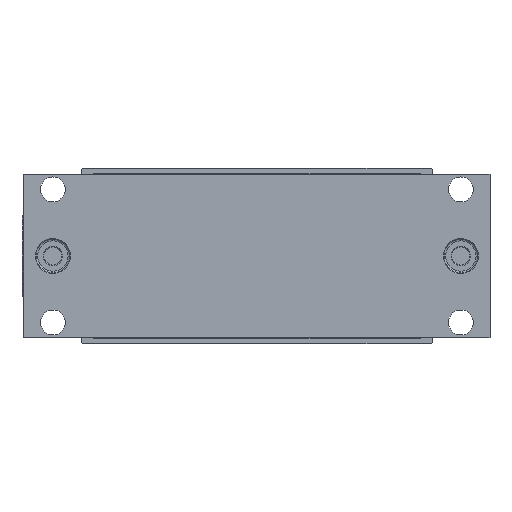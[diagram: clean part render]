
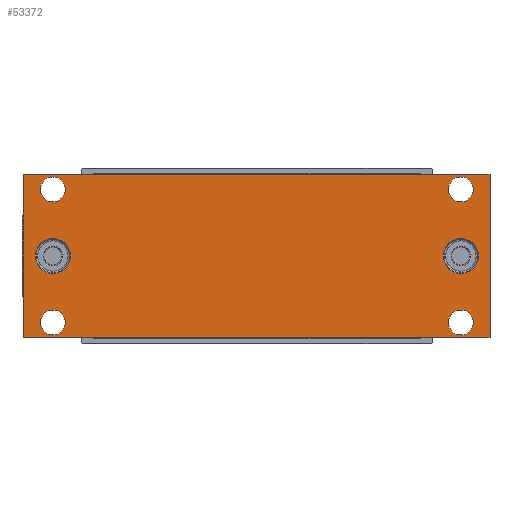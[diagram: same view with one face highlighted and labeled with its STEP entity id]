
A CAD part, front view. The second image highlights one B-rep face of the part: STEP entity #53372.
In plain terms, the highlighted planar face has unit normal (0, -1, 0).
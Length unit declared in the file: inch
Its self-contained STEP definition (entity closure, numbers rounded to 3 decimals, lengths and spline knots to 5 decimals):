
#51519=DIRECTION('',(0.,0.,-1.));
#51520=VECTOR('',#51519,1.45);
#51521=CARTESIAN_POINT('',(-2.07,-0.5,0.725));
#51522=LINE('',#51521,#51520);
#51801=DIRECTION('',(1.,0.,0.));
#51802=VECTOR('',#51801,4.14);
#51803=CARTESIAN_POINT('',(-2.07,-0.5,-0.725));
#51804=LINE('',#51803,#51802);
#51939=DIRECTION('',(1.,0.,0.));
#51940=VECTOR('',#51939,4.14);
#51941=CARTESIAN_POINT('',(-2.07,-0.5,0.725));
#51942=LINE('',#51941,#51940);
#51943=CARTESIAN_POINT('',(-1.811,-0.5,0.591));
#51944=DIRECTION('',(0.,1.,0.));
#51945=DIRECTION('',(1.,0.,0.));
#51946=AXIS2_PLACEMENT_3D('',#51943,#51944,#51945);
#51948=CARTESIAN_POINT('',(-1.811,-0.5,0.591));
#51949=DIRECTION('',(0.,1.,0.));
#51950=DIRECTION('',(-1.,0.,0.));
#51951=AXIS2_PLACEMENT_3D('',#51948,#51949,#51950);
#51953=CARTESIAN_POINT('',(-1.811,-0.5,-0.5905));
#51954=DIRECTION('',(0.,1.,0.));
#51955=DIRECTION('',(1.,0.,0.));
#51956=AXIS2_PLACEMENT_3D('',#51953,#51954,#51955);
#51958=CARTESIAN_POINT('',(-1.811,-0.5,-0.5905));
#51959=DIRECTION('',(0.,1.,0.));
#51960=DIRECTION('',(-1.,0.,0.));
#51961=AXIS2_PLACEMENT_3D('',#51958,#51959,#51960);
#51963=CARTESIAN_POINT('',(1.811,-0.5,0.591));
#51964=DIRECTION('',(0.,-1.,0.));
#51965=DIRECTION('',(-1.,0.,0.));
#51966=AXIS2_PLACEMENT_3D('',#51963,#51964,#51965);
#51968=CARTESIAN_POINT('',(1.811,-0.5,0.591));
#51969=DIRECTION('',(0.,-1.,0.));
#51970=DIRECTION('',(1.,0.,0.));
#51971=AXIS2_PLACEMENT_3D('',#51968,#51969,#51970);
#51973=CARTESIAN_POINT('',(1.811,-0.5,-0.5905));
#51974=DIRECTION('',(0.,-1.,0.));
#51975=DIRECTION('',(-1.,0.,0.));
#51976=AXIS2_PLACEMENT_3D('',#51973,#51974,#51975);
#51978=CARTESIAN_POINT('',(1.811,-0.5,-0.5905));
#51979=DIRECTION('',(0.,-1.,0.));
#51980=DIRECTION('',(1.,0.,0.));
#51981=AXIS2_PLACEMENT_3D('',#51978,#51979,#51980);
#51983=CARTESIAN_POINT('',(-1.811,-0.5,0.));
#51984=DIRECTION('',(0.,1.,0.));
#51985=DIRECTION('',(-1.,0.,0.));
#51986=AXIS2_PLACEMENT_3D('',#51983,#51984,#51985);
#51988=CARTESIAN_POINT('',(-1.811,-0.5,0.));
#51989=DIRECTION('',(0.,1.,0.));
#51990=DIRECTION('',(1.,0.,0.));
#51991=AXIS2_PLACEMENT_3D('',#51988,#51989,#51990);
#51993=CARTESIAN_POINT('',(1.811,-0.5,0.));
#51994=DIRECTION('',(0.,1.,0.));
#51995=DIRECTION('',(-1.,0.,0.));
#51996=AXIS2_PLACEMENT_3D('',#51993,#51994,#51995);
#51998=CARTESIAN_POINT('',(1.811,-0.5,0.));
#51999=DIRECTION('',(0.,1.,0.));
#52000=DIRECTION('',(1.,0.,0.));
#52001=AXIS2_PLACEMENT_3D('',#51998,#51999,#52000);
#52015=DIRECTION('',(0.,0.,-1.));
#52016=VECTOR('',#52015,1.45);
#52017=CARTESIAN_POINT('',(2.07,-0.5,0.725));
#52018=LINE('',#52017,#52016);
#52554=CARTESIAN_POINT('',(-2.07,-0.5,0.725));
#52556=VERTEX_POINT('',#52554);
#52557=CARTESIAN_POINT('',(-2.07,-0.5,-0.725));
#52558=VERTEX_POINT('',#52557);
#52562=CARTESIAN_POINT('',(2.07,-0.5,0.725));
#52564=VERTEX_POINT('',#52562);
#52565=CARTESIAN_POINT('',(2.07,-0.5,-0.725));
#52566=VERTEX_POINT('',#52565);
#52569=CARTESIAN_POINT('',(-1.7005,-0.5,0.591));
#52570=CARTESIAN_POINT('',(-1.9215,-0.5,0.591));
#52571=VERTEX_POINT('',#52569);
#52572=VERTEX_POINT('',#52570);
#52573=CARTESIAN_POINT('',(-1.7005,-0.5,-0.5905));
#52574=CARTESIAN_POINT('',(-1.9215,-0.5,-0.5905));
#52575=VERTEX_POINT('',#52573);
#52576=VERTEX_POINT('',#52574);
#52586=CARTESIAN_POINT('',(1.7005,-0.5,0.591));
#52588=VERTEX_POINT('',#52586);
#52590=CARTESIAN_POINT('',(1.9215,-0.5,0.591));
#52592=VERTEX_POINT('',#52590);
#52594=CARTESIAN_POINT('',(1.7005,-0.5,-0.5905));
#52596=VERTEX_POINT('',#52594);
#52598=CARTESIAN_POINT('',(1.9215,-0.5,-0.5905));
#52600=VERTEX_POINT('',#52598);
#52801=CARTESIAN_POINT('',(-1.966,-0.5,0.));
#52802=CARTESIAN_POINT('',(-1.656,-0.5,0.));
#52803=VERTEX_POINT('',#52801);
#52804=VERTEX_POINT('',#52802);
#52817=CARTESIAN_POINT('',(1.656,-0.5,0.));
#52818=CARTESIAN_POINT('',(1.966,-0.5,0.));
#52819=VERTEX_POINT('',#52817);
#52820=VERTEX_POINT('',#52818);
#53324=CARTESIAN_POINT('',(-2.07,-0.5,0.725));
#53325=DIRECTION('',(0.,-1.,0.));
#53326=DIRECTION('',(0.,0.,-1.));
#53327=AXIS2_PLACEMENT_3D('',#53324,#53325,#53326);
#53328=PLANE('',#53327);
#53329=ORIENTED_EDGE('',*,*,#52840,.F.);
#53330=ORIENTED_EDGE('',*,*,#52886,.T.);
#53332=ORIENTED_EDGE('',*,*,#53331,.T.);
#53333=ORIENTED_EDGE('',*,*,#53144,.F.);
#53334=EDGE_LOOP('',(#53329,#53330,#53332,#53333));
#53335=FACE_OUTER_BOUND('',#53334,.F.);
#53337=ORIENTED_EDGE('',*,*,#53336,.F.);
#53339=ORIENTED_EDGE('',*,*,#53338,.F.);
#53340=EDGE_LOOP('',(#53337,#53339));
#53341=FACE_BOUND('',#53340,.F.);
#53343=ORIENTED_EDGE('',*,*,#53342,.F.);
#53345=ORIENTED_EDGE('',*,*,#53344,.F.);
#53346=EDGE_LOOP('',(#53343,#53345));
#53347=FACE_BOUND('',#53346,.F.);
#53349=ORIENTED_EDGE('',*,*,#53348,.T.);
#53351=ORIENTED_EDGE('',*,*,#53350,.T.);
#53352=EDGE_LOOP('',(#53349,#53351));
#53353=FACE_BOUND('',#53352,.F.);
#53355=ORIENTED_EDGE('',*,*,#53354,.T.);
#53357=ORIENTED_EDGE('',*,*,#53356,.T.);
#53358=EDGE_LOOP('',(#53355,#53357));
#53359=FACE_BOUND('',#53358,.F.);
#53361=ORIENTED_EDGE('',*,*,#53360,.F.);
#53363=ORIENTED_EDGE('',*,*,#53362,.F.);
#53364=EDGE_LOOP('',(#53361,#53363));
#53365=FACE_BOUND('',#53364,.F.);
#53367=ORIENTED_EDGE('',*,*,#53366,.F.);
#53369=ORIENTED_EDGE('',*,*,#53368,.F.);
#53370=EDGE_LOOP('',(#53367,#53369));
#53371=FACE_BOUND('',#53370,.F.);
#53372=ADVANCED_FACE('',(#53335,#53341,#53347,#53353,#53359,#53365,#53371),
#53328,.T.);
#51947=CIRCLE('',#51946,0.1105);
#51952=CIRCLE('',#51951,0.1105);
#51957=CIRCLE('',#51956,0.1105);
#51962=CIRCLE('',#51961,0.1105);
#51967=CIRCLE('',#51966,0.1105);
#51972=CIRCLE('',#51971,0.1105);
#51977=CIRCLE('',#51976,0.1105);
#51982=CIRCLE('',#51981,0.1105);
#51987=CIRCLE('',#51986,0.155);
#51992=CIRCLE('',#51991,0.155);
#51997=CIRCLE('',#51996,0.155);
#52002=CIRCLE('',#52001,0.155);
#52840=EDGE_CURVE('',#52556,#52558,#51522,.T.);
#52886=EDGE_CURVE('',#52556,#52564,#51942,.T.);
#53144=EDGE_CURVE('',#52558,#52566,#51804,.T.);
#53331=EDGE_CURVE('',#52564,#52566,#52018,.T.);
#53336=EDGE_CURVE('',#52571,#52572,#51947,.T.);
#53338=EDGE_CURVE('',#52572,#52571,#51952,.T.);
#53342=EDGE_CURVE('',#52575,#52576,#51957,.T.);
#53344=EDGE_CURVE('',#52576,#52575,#51962,.T.);
#53348=EDGE_CURVE('',#52588,#52592,#51967,.T.);
#53350=EDGE_CURVE('',#52592,#52588,#51972,.T.);
#53354=EDGE_CURVE('',#52596,#52600,#51977,.T.);
#53356=EDGE_CURVE('',#52600,#52596,#51982,.T.);
#53360=EDGE_CURVE('',#52803,#52804,#51987,.T.);
#53362=EDGE_CURVE('',#52804,#52803,#51992,.T.);
#53366=EDGE_CURVE('',#52819,#52820,#51997,.T.);
#53368=EDGE_CURVE('',#52820,#52819,#52002,.T.);
